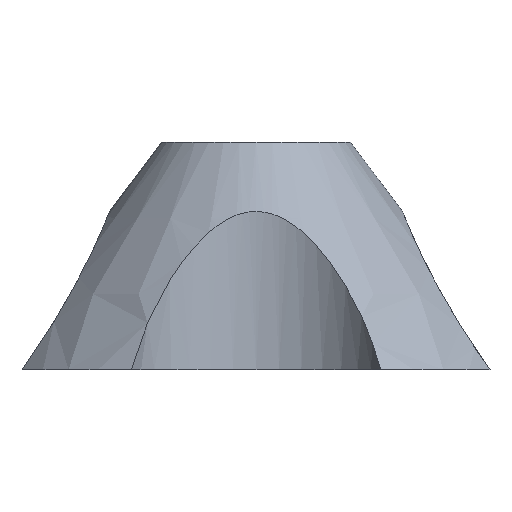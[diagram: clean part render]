
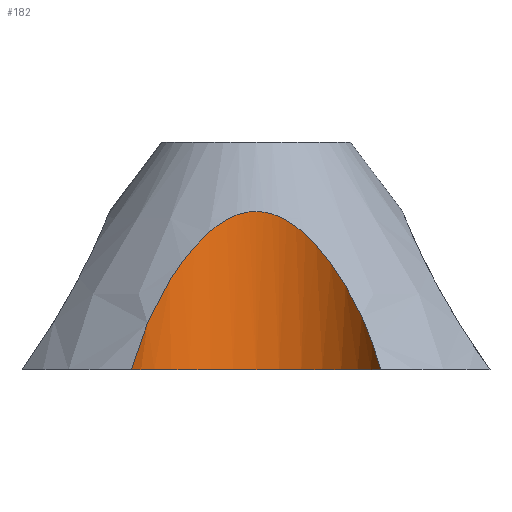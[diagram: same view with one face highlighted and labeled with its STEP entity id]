
A CAD part, left-side view. The second image highlights one B-rep face of the part: STEP entity #182.
In plain terms, the highlighted cylindrical face has radius 17.5 mm (diameter 35 mm), a partial arc.
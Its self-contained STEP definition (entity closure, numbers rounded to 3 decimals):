
#23=CYLINDRICAL_SURFACE('',#217,17.5);
#31=FACE_OUTER_BOUND('',#43,.T.);
#43=EDGE_LOOP('',(#152,#153,#154));
#65=CIRCLE('',#212,17.5);
#77=B_SPLINE_CURVE_WITH_KNOTS('',3,(#471,#472,#473,#474,#475,#476,#477,
#478,#479,#480,#481,#482,#483,#484),.UNSPECIFIED.,.F.,.F.,(4,2,2,2,2,2,
4),(1.327,1.742,2.57,3.397,
3.828,4.043,4.258),.UNSPECIFIED.);
#78=B_SPLINE_CURVE_WITH_KNOTS('',3,(#491,#492,#493,#494,#495,#496,#497,
#498,#499,#500,#501,#502,#503,#504),.UNSPECIFIED.,.F.,.F.,(4,2,2,2,2,2,
4),(4.258,4.473,4.689,5.119,
5.947,6.774,7.189),.UNSPECIFIED.);
#84=VERTEX_POINT('',#468);
#85=VERTEX_POINT('',#470);
#88=VERTEX_POINT('',#490);
#103=EDGE_CURVE('',#85,#84,#77,.F.);
#107=EDGE_CURVE('',#88,#85,#78,.F.);
#113=EDGE_CURVE('',#88,#84,#65,.T.);
#152=ORIENTED_EDGE('',*,*,#113,.F.);
#153=ORIENTED_EDGE('',*,*,#107,.T.);
#154=ORIENTED_EDGE('',*,*,#103,.T.);
#182=ADVANCED_FACE('',(#31),#23,.F.);
#212=AXIS2_PLACEMENT_3D('',#641,#255,#256);
#217=AXIS2_PLACEMENT_3D('',#648,#265,#266);
#255=DIRECTION('center_axis',(0.,0.,1.));
#256=DIRECTION('ref_axis',(1.,0.,0.));
#265=DIRECTION('center_axis',(0.,0.,1.));
#266=DIRECTION('ref_axis',(1.,0.,0.));
#468=CARTESIAN_POINT('',(-30.89,16.457,0.));
#470=CARTESIAN_POINT('',(-19.342,0.,20.877));
#471=CARTESIAN_POINT('Ctrl Pts',(-30.89,16.457,0.));
#472=CARTESIAN_POINT('Ctrl Pts',(-30.052,16.154,1.176));
#473=CARTESIAN_POINT('Ctrl Pts',(-29.26,15.794,2.332));
#474=CARTESIAN_POINT('Ctrl Pts',(-27.073,14.614,5.646));
#475=CARTESIAN_POINT('Ctrl Pts',(-25.6,13.54,8.062));
#476=CARTESIAN_POINT('Ctrl Pts',(-23.001,10.869,12.757));
#477=CARTESIAN_POINT('Ctrl Pts',(-21.873,9.285,15.042));
#478=CARTESIAN_POINT('Ctrl Pts',(-20.569,6.521,17.913));
#479=CARTESIAN_POINT('Ctrl Pts',(-20.14,5.384,18.916));
#480=CARTESIAN_POINT('Ctrl Pts',(-19.679,3.48,20.033));
#481=CARTESIAN_POINT('Ctrl Pts',(-19.555,2.811,20.34));
#482=CARTESIAN_POINT('Ctrl Pts',(-19.387,1.43,20.763));
#483=CARTESIAN_POINT('Ctrl Pts',(-19.342,0.717,20.877));
#484=CARTESIAN_POINT('Ctrl Pts',(-19.342,0.,20.877));
#490=CARTESIAN_POINT('',(-30.89,-16.457,0.));
#491=CARTESIAN_POINT('Ctrl Pts',(-19.342,0.,20.877));
#492=CARTESIAN_POINT('Ctrl Pts',(-19.342,-0.717,20.877));
#493=CARTESIAN_POINT('Ctrl Pts',(-19.387,-1.43,20.763));
#494=CARTESIAN_POINT('Ctrl Pts',(-19.555,-2.811,20.34));
#495=CARTESIAN_POINT('Ctrl Pts',(-19.679,-3.48,20.033));
#496=CARTESIAN_POINT('Ctrl Pts',(-20.14,-5.384,18.916));
#497=CARTESIAN_POINT('Ctrl Pts',(-20.569,-6.521,17.913));
#498=CARTESIAN_POINT('Ctrl Pts',(-21.873,-9.285,15.042));
#499=CARTESIAN_POINT('Ctrl Pts',(-23.001,-10.869,12.757));
#500=CARTESIAN_POINT('Ctrl Pts',(-25.6,-13.54,8.062));
#501=CARTESIAN_POINT('Ctrl Pts',(-27.073,-14.614,5.646));
#502=CARTESIAN_POINT('Ctrl Pts',(-29.26,-15.794,2.332));
#503=CARTESIAN_POINT('Ctrl Pts',(-30.052,-16.154,1.176));
#504=CARTESIAN_POINT('Ctrl Pts',(-30.89,-16.457,0.));
#641=CARTESIAN_POINT('Origin',(-36.842,0.,0.));
#648=CARTESIAN_POINT('Origin',(-36.842,0.,-35.));
